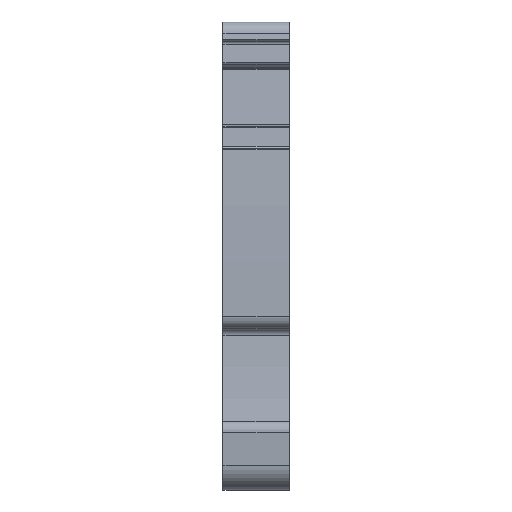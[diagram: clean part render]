
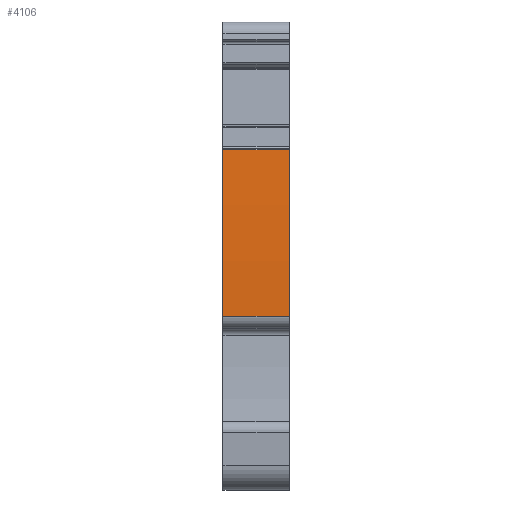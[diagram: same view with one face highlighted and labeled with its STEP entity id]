
A CAD part, front view. The second image highlights one B-rep face of the part: STEP entity #4106.
In plain terms, the highlighted cylindrical face has radius 154.9 mm (diameter 309.8 mm), a partial arc.
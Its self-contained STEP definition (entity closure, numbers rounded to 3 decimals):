
#1451=AXIS2_PLACEMENT_3D('Circle Axis2P3D',#1449,#1450,$) ;
#1458=AXIS2_PLACEMENT_3D('Circle Axis2P3D',#1456,#1457,$) ;
#3213=AXIS2_PLACEMENT_3D('Cylinder Axis2P3D',#3210,#3211,#3212) ;
#4088=AXIS2_PLACEMENT_3D('Circle Axis2P3D',#4086,#4087,$) ;
#4095=AXIS2_PLACEMENT_3D('Circle Axis2P3D',#4093,#4094,$) ;
#1446=CARTESIAN_POINT('Vertex',(0.,1.529,13.427)) ;
#1449=CARTESIAN_POINT('Axis2P3D Location',(0.,156.64,17.056)) ;
#1453=CARTESIAN_POINT('Vertex',(0.,1.528,13.45)) ;
#1456=CARTESIAN_POINT('Axis2P3D Location',(0.,156.386,17.05)) ;
#1460=CARTESIAN_POINT('Vertex',(0.,1.761,26.266)) ;
#3210=CARTESIAN_POINT('Axis2P3D Location',(2.55,156.386,17.05)) ;
#4059=CARTESIAN_POINT('Line Origine',(2.55,1.761,26.266)) ;
#4063=CARTESIAN_POINT('Vertex',(5.1,1.761,26.266)) ;
#4079=CARTESIAN_POINT('Line Origine',(2.55,1.529,13.427)) ;
#4083=CARTESIAN_POINT('Vertex',(5.1,1.529,13.427)) ;
#4086=CARTESIAN_POINT('Axis2P3D Location',(5.1,156.386,17.05)) ;
#4090=CARTESIAN_POINT('Vertex',(5.1,1.528,13.45)) ;
#4093=CARTESIAN_POINT('Axis2P3D Location',(5.1,156.386,17.05)) ;
#1450=DIRECTION('Axis2P3D Direction',(1.,0.,0.)) ;
#1457=DIRECTION('Axis2P3D Direction',(1.,0.,0.)) ;
#3211=DIRECTION('Axis2P3D Direction',(1.,0.,0.)) ;
#3212=DIRECTION('Axis2P3D XDirection',(0.,-0.993,0.118)) ;
#4060=DIRECTION('Vector Direction',(1.,0.,0.)) ;
#4080=DIRECTION('Vector Direction',(1.,0.,0.)) ;
#4087=DIRECTION('Axis2P3D Direction',(1.,0.,0.)) ;
#4094=DIRECTION('Axis2P3D Direction',(1.,0.,0.)) ;
#4061=VECTOR('Line Direction',#4060,1.) ;
#4081=VECTOR('Line Direction',#4080,1.) ;
#4099=ORIENTED_EDGE('',*,*,#4065,.T.) ;
#4100=ORIENTED_EDGE('',*,*,#1462,.T.) ;
#4101=ORIENTED_EDGE('',*,*,#1455,.T.) ;
#4102=ORIENTED_EDGE('',*,*,#4085,.T.) ;
#4103=ORIENTED_EDGE('',*,*,#4092,.F.) ;
#4104=ORIENTED_EDGE('',*,*,#4097,.F.) ;
#4106=ADVANCED_FACE('MLD_1',(#4105),#3214,.T.) ;
#1452=CIRCLE('generated circle',#1451,155.154) ;
#1459=CIRCLE('generated circle',#1458,154.9) ;
#4089=CIRCLE('generated circle',#4088,154.9) ;
#4096=CIRCLE('generated circle',#4095,154.9) ;
#3214=CYLINDRICAL_SURFACE('generated cylinder',#3213,154.9) ;
#1455=EDGE_CURVE('',#1454,#1447,#1452,.T.) ;
#1462=EDGE_CURVE('',#1461,#1454,#1459,.T.) ;
#4065=EDGE_CURVE('',#4064,#1461,#4062,.F.) ;
#4085=EDGE_CURVE('',#1447,#4084,#4082,.T.) ;
#4092=EDGE_CURVE('',#4091,#4084,#4089,.T.) ;
#4097=EDGE_CURVE('',#4064,#4091,#4096,.T.) ;
#4098=EDGE_LOOP('',(#4099,#4100,#4101,#4102,#4103,#4104)) ;
#4105=FACE_OUTER_BOUND('',#4098,.T.) ;
#4062=LINE('Line',#4059,#4061) ;
#4082=LINE('Line',#4079,#4081) ;
#1447=VERTEX_POINT('',#1446) ;
#1454=VERTEX_POINT('',#1453) ;
#1461=VERTEX_POINT('',#1460) ;
#4064=VERTEX_POINT('',#4063) ;
#4084=VERTEX_POINT('',#4083) ;
#4091=VERTEX_POINT('',#4090) ;
